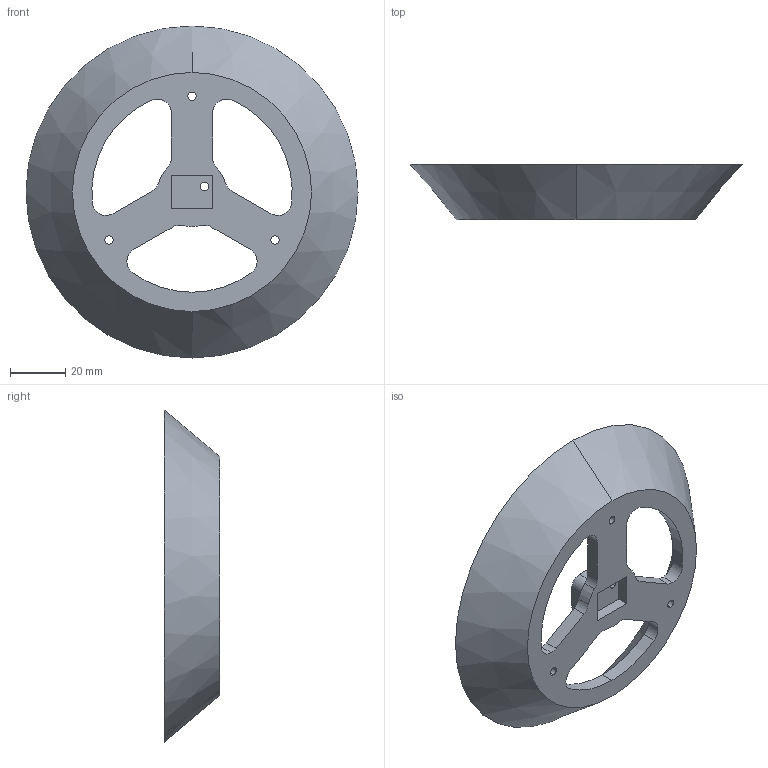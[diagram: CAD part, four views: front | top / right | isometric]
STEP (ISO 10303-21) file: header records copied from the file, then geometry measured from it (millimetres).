
FILE_DESCRIPTION (( 'STEP AP214' ), '1' );
FILE_NAME ('BME280_BMP180_Nivel_3.STEP', '2025-07-04T17:13:19', ( '' ), ( '' ), 'SwSTEP 2.0', 'SolidWorks 2022', '' );
FILE_SCHEMA (( 'AUTOMOTIVE_DESIGN' ));
Length unit declared in the file: millimetre
Products named in the file (1): BME280_BMP180_Nivel_3
Bounding box: 120 x 20 x 120 mm (x, y, z)
Volume: 51185.3 mm3; surface area: 25366.9 mm2
Topology: 1 solids, 1 shells, 64 faces, 172 edges, 114 vertices
Faces by surface type: cylinder 34, plane 24, cone 4, torus 2
Entity records: 2102 total; most frequent: DIRECTION 382, CARTESIAN_POINT 351, ORIENTED_EDGE 344, EDGE_CURVE 172, AXIS2_PLACEMENT_3D 145, VERTEX_POINT 114, LINE 92, VECTOR 92
